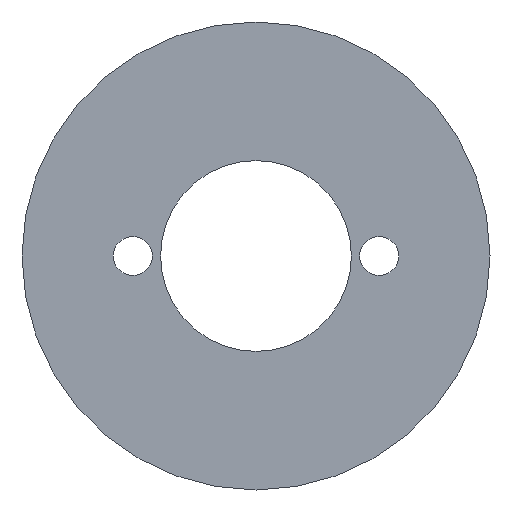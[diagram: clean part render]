
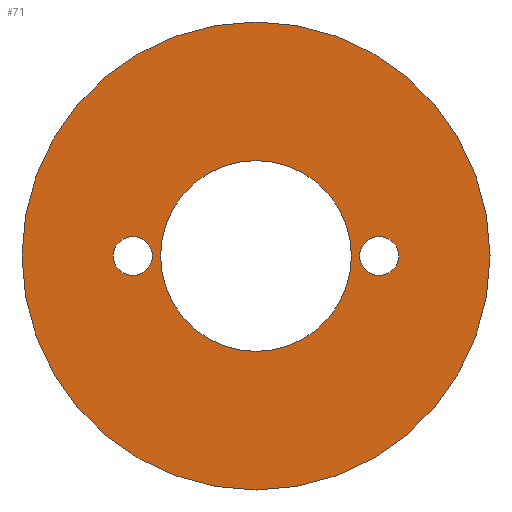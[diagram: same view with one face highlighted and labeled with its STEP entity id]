
A CAD part, front view. The second image highlights one B-rep face of the part: STEP entity #71.
In plain terms, the highlighted planar face has unit normal (0, -1, 0).
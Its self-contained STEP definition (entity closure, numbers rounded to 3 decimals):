
#12 = CARTESIAN_POINT ( 'NONE',  ( -20., 0., 0. ) ) ;
#14 = CIRCLE ( 'NONE', #103, 38. ) ;
#25 = DIRECTION ( 'NONE',  ( 0., 0., 1. ) ) ;
#26 = AXIS2_PLACEMENT_3D ( 'NONE', #220, #29, #157 ) ;
#28 = CIRCLE ( 'NONE', #87, 3.175 ) ;
#29 = DIRECTION ( 'NONE',  ( 0., 1., 0. ) ) ;
#31 = FACE_BOUND ( 'NONE', #274, .T. ) ;
#32 = AXIS2_PLACEMENT_3D ( 'NONE', #12, #197, #169 ) ;
#39 = EDGE_CURVE ( 'NONE', #245, #230, #226, .T. ) ;
#42 = CARTESIAN_POINT ( 'NONE',  ( -20., 0., -3.175 ) ) ;
#43 = DIRECTION ( 'NONE',  ( 0., 0., -1. ) ) ;
#47 = CARTESIAN_POINT ( 'NONE',  ( 0., 0., 0. ) ) ;
#50 = DIRECTION ( 'NONE',  ( 0., 1., 0. ) ) ;
#53 = DIRECTION ( 'NONE',  ( 0., 1., 0. ) ) ;
#54 = VERTEX_POINT ( 'NONE', #347 ) ;
#58 = VERTEX_POINT ( 'NONE', #170 ) ;
#61 = CARTESIAN_POINT ( 'NONE',  ( 20., 0., 0. ) ) ;
#69 = ORIENTED_EDGE ( 'NONE', *, *, #389, .F. ) ;
#71 = ADVANCED_FACE ( 'NONE', ( #293, #141, #31, #283 ), #254, .F. ) ;
#74 = AXIS2_PLACEMENT_3D ( 'NONE', #154, #84, #394 ) ;
#75 = CIRCLE ( 'NONE', #80, 38. ) ;
#79 = DIRECTION ( 'NONE',  ( 0., 0., 1. ) ) ;
#80 = AXIS2_PLACEMENT_3D ( 'NONE', #47, #109, #79 ) ;
#83 = EDGE_CURVE ( 'NONE', #230, #245, #28, .T. ) ;
#84 = DIRECTION ( 'NONE',  ( 0., 1., 0. ) ) ;
#87 = AXIS2_PLACEMENT_3D ( 'NONE', #294, #201, #299 ) ;
#90 = VERTEX_POINT ( 'NONE', #391 ) ;
#95 = ORIENTED_EDGE ( 'NONE', *, *, #333, .T. ) ;
#103 = AXIS2_PLACEMENT_3D ( 'NONE', #186, #50, #25 ) ;
#109 = DIRECTION ( 'NONE',  ( 0., 1., 0. ) ) ;
#112 = CARTESIAN_POINT ( 'NONE',  ( 20., 0., 0. ) ) ;
#114 = CIRCLE ( 'NONE', #26, 15.5 ) ;
#126 = ORIENTED_EDGE ( 'NONE', *, *, #159, .T. ) ;
#131 = AXIS2_PLACEMENT_3D ( 'NONE', #61, #53, #368 ) ;
#141 = FACE_BOUND ( 'NONE', #308, .T. ) ;
#146 = CARTESIAN_POINT ( 'NONE',  ( 20., 0., 3.175 ) ) ;
#154 = CARTESIAN_POINT ( 'NONE',  ( 0., 0., 0. ) ) ;
#155 = EDGE_LOOP ( 'NONE', ( #126, #178 ) ) ;
#156 = ORIENTED_EDGE ( 'NONE', *, *, #83, .T. ) ;
#157 = DIRECTION ( 'NONE',  ( 0., 0., 1. ) ) ;
#158 = VERTEX_POINT ( 'NONE', #298 ) ;
#159 = EDGE_CURVE ( 'NONE', #158, #179, #351, .T. ) ;
#163 = CIRCLE ( 'NONE', #131, 3.175 ) ;
#169 = DIRECTION ( 'NONE',  ( 0., 0., 1. ) ) ;
#170 = CARTESIAN_POINT ( 'NONE',  ( 0., 0., -15.5 ) ) ;
#178 = ORIENTED_EDGE ( 'NONE', *, *, #360, .T. ) ;
#179 = VERTEX_POINT ( 'NONE', #146 ) ;
#185 = EDGE_CURVE ( 'NONE', #285, #90, #75, .T. ) ;
#186 = CARTESIAN_POINT ( 'NONE',  ( 0., 0., 0. ) ) ;
#197 = DIRECTION ( 'NONE',  ( 0., 1., 0. ) ) ;
#200 = AXIS2_PLACEMENT_3D ( 'NONE', #112, #324, #43 ) ;
#201 = DIRECTION ( 'NONE',  ( 0., 1., 0. ) ) ;
#220 = CARTESIAN_POINT ( 'NONE',  ( 0., 0., 0. ) ) ;
#226 = CIRCLE ( 'NONE', #32, 3.175 ) ;
#230 = VERTEX_POINT ( 'NONE', #390 ) ;
#245 = VERTEX_POINT ( 'NONE', #42 ) ;
#254 = PLANE ( 'NONE',  #266 ) ;
#266 = AXIS2_PLACEMENT_3D ( 'NONE', #374, #269, #270 ) ;
#269 = DIRECTION ( 'NONE',  ( 0., 1., 0. ) ) ;
#270 = DIRECTION ( 'NONE',  ( 0., 0., 1. ) ) ;
#274 = EDGE_LOOP ( 'NONE', ( #303, #156 ) ) ;
#283 = FACE_BOUND ( 'NONE', #155, .T. ) ;
#285 = VERTEX_POINT ( 'NONE', #392 ) ;
#293 = FACE_OUTER_BOUND ( 'NONE', #305, .T. ) ;
#294 = CARTESIAN_POINT ( 'NONE',  ( -20., 0., 0. ) ) ;
#298 = CARTESIAN_POINT ( 'NONE',  ( 20., 0., -3.175 ) ) ;
#299 = DIRECTION ( 'NONE',  ( 0., 0., 1. ) ) ;
#303 = ORIENTED_EDGE ( 'NONE', *, *, #39, .T. ) ;
#305 = EDGE_LOOP ( 'NONE', ( #335, #69 ) ) ;
#306 = CIRCLE ( 'NONE', #74, 15.5 ) ;
#308 = EDGE_LOOP ( 'NONE', ( #309, #95 ) ) ;
#309 = ORIENTED_EDGE ( 'NONE', *, *, #322, .T. ) ;
#322 = EDGE_CURVE ( 'NONE', #58, #54, #306, .T. ) ;
#324 = DIRECTION ( 'NONE',  ( 0., 1., 0. ) ) ;
#333 = EDGE_CURVE ( 'NONE', #54, #58, #114, .T. ) ;
#335 = ORIENTED_EDGE ( 'NONE', *, *, #185, .F. ) ;
#347 = CARTESIAN_POINT ( 'NONE',  ( 0., 0., 15.5 ) ) ;
#351 = CIRCLE ( 'NONE', #200, 3.175 ) ;
#360 = EDGE_CURVE ( 'NONE', #179, #158, #163, .T. ) ;
#368 = DIRECTION ( 'NONE',  ( 0., 0., -1. ) ) ;
#374 = CARTESIAN_POINT ( 'NONE',  ( 0., 0., 0. ) ) ;
#389 = EDGE_CURVE ( 'NONE', #90, #285, #14, .T. ) ;
#390 = CARTESIAN_POINT ( 'NONE',  ( -20., 0., 3.175 ) ) ;
#391 = CARTESIAN_POINT ( 'NONE',  ( 0., 0., 38. ) ) ;
#392 = CARTESIAN_POINT ( 'NONE',  ( 0., 0., -38. ) ) ;
#394 = DIRECTION ( 'NONE',  ( 0., 0., 1. ) ) ;
